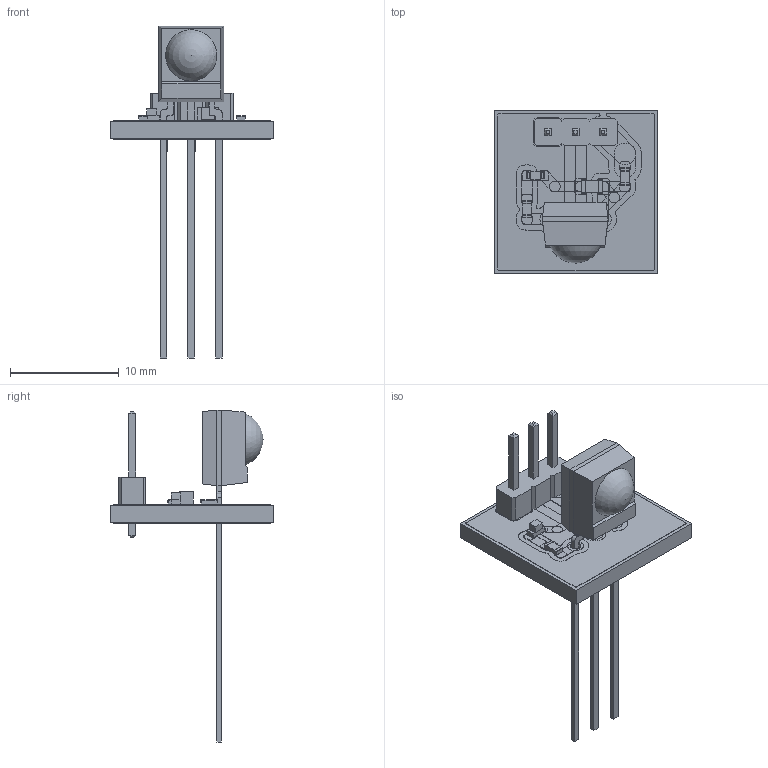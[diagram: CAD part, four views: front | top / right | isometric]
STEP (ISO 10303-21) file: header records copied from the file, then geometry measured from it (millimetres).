
FILE_DESCRIPTION(('KiCad electronic assembly'),'2;1');
FILE_NAME('uMule-IR.step','2024-10-09T20:04:04',('Pcbnew'),('Kicad'), 'Open CASCADE STEP processor 7.8','KiCad to STEP converter','Unknown' );
FILE_SCHEMA(('AUTOMOTIVE_DESIGN { 1 0 10303 214 1 1 1 1 }'));
Length unit declared in the file: millimetre
Products named in the file (58): uMule-IR 1; LED_0603_1608Metric; TSOP4838; GO-100184.4; R_0603_1608Metric; PinHeader_1x03_P2.54mm_Vertical; PinHeader_1x03_P254mm_Vertical; C_0805_2012Metric; UkÅad odbiornikÃ³w IR_track_1; UkÅad odbiornikÃ³w IR_track_2; UkÅad odbiornikÃ³w IR_track_3; UkÅad odbiornikÃ³w IR_track_4; UkÅad odbiornikÃ³w IR_track_5; UkÅad odbiornikÃ³w IR_track_6; UkÅad odbiornikÃ³w IR_track_7; UkÅad odbiornikÃ³w IR_track_8; UkÅad odbiornikÃ³w IR_track_9; UkÅad odbiornikÃ³w IR_track_10; UkÅad odbiornikÃ³w IR_track_11; UkÅad odbiornikÃ³w IR_track_12; UkÅad odbiornikÃ³w IR_track_13; UkÅad odbiornikÃ³w IR_track_14; UkÅad odbiornikÃ³w IR_track_15; UkÅad odbiornikÃ³w IR_track_16; UkÅad odbiornikÃ³w IR_track_17; UkÅad odbiornikÃ³w IR_track_18; UkÅad odbiornikÃ³w IR_zone_1; UkÅad odbiornikÃ³w IR_zone_2; UkÅad odbiornikÃ³w IR_pad_1; UkÅad odbiornikÃ³w IR_pad_2; UkÅad odbiornikÃ³w IR_pad_3; UkÅad odbiornikÃ³w IR_pad_4; UkÅad odbiornikÃ³w IR_pad_5; UkÅad odbiornikÃ³w IR_pad_6; UkÅad odbiornikÃ³w IR_pad_7; UkÅad odbiornikÃ³w IR_pad_8; UkÅad odbiornikÃ³w IR_pad_9; UkÅad odbiornikÃ³w IR_pad_10; UkÅad odbiornikÃ³w IR_pad_11; UkÅad odbiornikÃ³w IR_pad_12 ...
Assembly tree (58 placements, depth 3):
  uMule-IR 1
    LED_0603_1608Metric
      LED_0603_1608Metric
    TSOP4838
      GO-100184.4
    R_0603_1608Metric  x2
      R_0603_1608Metric
    PinHeader_1x03_P2.54mm_Vertical
      PinHeader_1x03_P254mm_Vertical
    C_0805_2012Metric
      C_0805_2012Metric
    UkÅad odbiornikÃ³w IR_track_1
    UkÅad odbiornikÃ³w IR_track_2
    UkÅad odbiornikÃ³w IR_track_3
    UkÅad odbiornikÃ³w IR_track_4
    UkÅad odbiornikÃ³w IR_track_5
    UkÅad odbiornikÃ³w IR_track_6
    UkÅad odbiornikÃ³w IR_track_7
    UkÅad odbiornikÃ³w IR_track_8
    UkÅad odbiornikÃ³w IR_track_9
    UkÅad odbiornikÃ³w IR_track_10
    UkÅad odbiornikÃ³w IR_track_11
    UkÅad odbiornikÃ³w IR_track_12
    UkÅad odbiornikÃ³w IR_track_13
    UkÅad odbiornikÃ³w IR_track_14
    UkÅad odbiornikÃ³w IR_track_15
    UkÅad odbiornikÃ³w IR_track_16
    UkÅad odbiornikÃ³w IR_track_17
    UkÅad odbiornikÃ³w IR_track_18
    UkÅad odbiornikÃ³w IR_zone_1
    UkÅad odbiornikÃ³w IR_zone_2
    UkÅad odbiornikÃ³w IR_pad_1
    UkÅad odbiornikÃ³w IR_pad_2
    UkÅad odbiornikÃ³w IR_pad_3
    UkÅad odbiornikÃ³w IR_pad_4
    UkÅad odbiornikÃ³w IR_pad_5
    UkÅad odbiornikÃ³w IR_pad_6
    UkÅad odbiornikÃ³w IR_pad_7
    UkÅad odbiornikÃ³w IR_pad_8
    UkÅad odbiornikÃ³w IR_pad_9
    UkÅad odbiornikÃ³w IR_pad_10
    UkÅad odbiornikÃ³w IR_pad_11
    UkÅad odbiornikÃ³w IR_pad_12
    UkÅad odbiornikÃ³w IR_pad_13
    UkÅad odbiornikÃ³w IR_pad_14
    UkÅad odbiornikÃ³w IR_pad_15
    UkÅad odbiornikÃ³w IR_pad_16
    UkÅad odbiornikÃ³w IR_pad_17
    UkÅad odbiornikÃ³w IR_pad_18
    UkÅad odbiornikÃ³w IR_pad_19
    UkÅad odbiornikÃ³w IR_pad_20
    UkÅad odbiornikÃ³w IR_pad_21
    UkÅad odbiornikÃ³w IR_pad_22
    UkÅad odbiornikÃ³w IR_pad_23
    UkÅad odbiornikÃ³w IR_pad_24
    UkÅad odbiornikÃ³w IR_pad_25
    UkÅad odbiornikÃ³w IR_pad_26
    UkÅad odbiornikÃ³w IR_PCB
Bounding box: 15 x 15 x 30.5 mm (x, y, z)
Volume: 620.9 mm3; surface area: 2003.5 mm2
Topology: 56 solids, 56 shells, 1379 faces, 3726 edges, 2468 vertices
Faces by surface type: plane 1232, cylinder 146, sphere 1
Full cylindrical faces by diameter (mm): 0.915 x17, 0.95 x15, 0.965 x6, 1 x6, 1.473 x6
Entity records: 44560 total; most frequent: CARTESIAN_POINT 7499, ORIENTED_EDGE 7314, DIRECTION 6757, EDGE_CURVE 3657, LINE 3379, VECTOR 3379, VERTEX_POINT 2424, AXIS2_PLACEMENT_3D 1689
